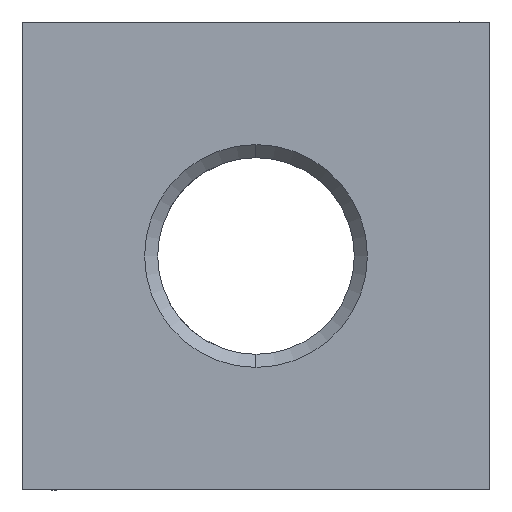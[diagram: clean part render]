
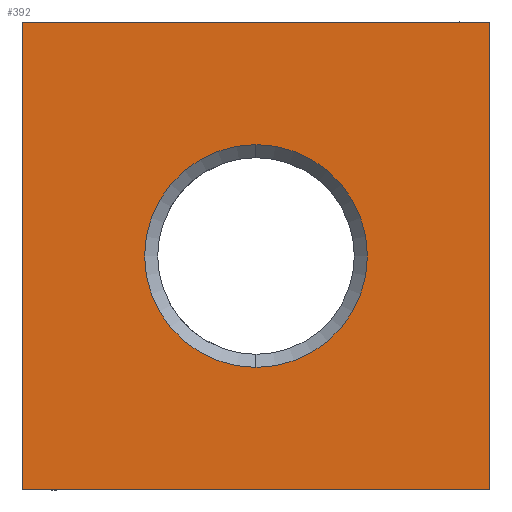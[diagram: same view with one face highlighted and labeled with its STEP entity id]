
A CAD part, left-side view. The second image highlights one B-rep face of the part: STEP entity #392.
In plain terms, the highlighted planar face has unit normal (-1, 0, 0).
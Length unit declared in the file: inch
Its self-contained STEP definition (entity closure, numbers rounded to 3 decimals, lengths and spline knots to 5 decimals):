
#18 = CARTESIAN_POINT ( 'NONE',  ( -3., 0.625, 0.625 ) ) ;
#33 = AXIS2_PLACEMENT_3D ( 'NONE', #290, #414, #1266 ) ;
#46 = ORIENTED_EDGE ( 'NONE', *, *, #492, .F. ) ;
#67 = CARTESIAN_POINT ( 'NONE',  ( -3., -0.625, 0.625 ) ) ;
#95 = EDGE_CURVE ( 'NONE', #1053, #468, #145, .T. ) ;
#118 = DIRECTION ( 'NONE',  ( 0., 1., 0. ) ) ;
#145 = LINE ( 'NONE', #693, #1103 ) ;
#190 = VERTEX_POINT ( 'NONE', #822 ) ;
#209 = ORIENTED_EDGE ( 'NONE', *, *, #1261, .T. ) ;
#214 = LINE ( 'NONE', #354, #1395 ) ;
#282 = CIRCLE ( 'NONE', #574, 0.2975 ) ;
#290 = CARTESIAN_POINT ( 'NONE',  ( -3., 0., 0. ) ) ;
#301 = DIRECTION ( 'NONE',  ( 0., 0., 1. ) ) ;
#309 = CIRCLE ( 'NONE', #33, 0.2975 ) ;
#323 = VECTOR ( 'NONE', #820, 39.37008 ) ;
#349 = DIRECTION ( 'NONE',  ( 0., 0., 1. ) ) ;
#352 = EDGE_CURVE ( 'NONE', #1416, #1441, #309, .T. ) ;
#354 = CARTESIAN_POINT ( 'NONE',  ( -3., -0.625, -0.625 ) ) ;
#372 = DIRECTION ( 'NONE',  ( 0., -1., 0. ) ) ;
#375 = CARTESIAN_POINT ( 'NONE',  ( -3., 0., 0.2975 ) ) ;
#388 = FACE_BOUND ( 'NONE', #882, .T. ) ;
#392 = ADVANCED_FACE ( 'NONE', ( #388, #1319 ), #1516, .T. ) ;
#414 = DIRECTION ( 'NONE',  ( 1., 0., 0. ) ) ;
#425 = CARTESIAN_POINT ( 'NONE',  ( -3., -0.625, 0.625 ) ) ;
#468 = VERTEX_POINT ( 'NONE', #18 ) ;
#492 = EDGE_CURVE ( 'NONE', #468, #876, #651, .T. ) ;
#493 = CARTESIAN_POINT ( 'NONE',  ( -3., 0.625, 0.625 ) ) ;
#532 = DIRECTION ( 'NONE',  ( 1., 0., 0. ) ) ;
#552 = LINE ( 'NONE', #1083, #323 ) ;
#556 = EDGE_LOOP ( 'NONE', ( #754, #46, #913, #1113 ) ) ;
#574 = AXIS2_PLACEMENT_3D ( 'NONE', #647, #532, #301 ) ;
#643 = ORIENTED_EDGE ( 'NONE', *, *, #352, .T. ) ;
#647 = CARTESIAN_POINT ( 'NONE',  ( -3., 0., 0. ) ) ;
#651 = LINE ( 'NONE', #493, #965 ) ;
#693 = CARTESIAN_POINT ( 'NONE',  ( -3., 0.625, -0.625 ) ) ;
#754 = ORIENTED_EDGE ( 'NONE', *, *, #1146, .F. ) ;
#820 = DIRECTION ( 'NONE',  ( 0., 0., -1. ) ) ;
#822 = CARTESIAN_POINT ( 'NONE',  ( -3., -0.625, -0.625 ) ) ;
#876 = VERTEX_POINT ( 'NONE', #425 ) ;
#882 = EDGE_LOOP ( 'NONE', ( #209, #643 ) ) ;
#913 = ORIENTED_EDGE ( 'NONE', *, *, #95, .F. ) ;
#917 = EDGE_CURVE ( 'NONE', #190, #1053, #214, .T. ) ;
#965 = VECTOR ( 'NONE', #372, 39.37008 ) ;
#1039 = DIRECTION ( 'NONE',  ( 0., 0., 1. ) ) ;
#1053 = VERTEX_POINT ( 'NONE', #1054 ) ;
#1054 = CARTESIAN_POINT ( 'NONE',  ( -3., 0.625, -0.625 ) ) ;
#1083 = CARTESIAN_POINT ( 'NONE',  ( -3., -0.625, 0.625 ) ) ;
#1103 = VECTOR ( 'NONE', #349, 39.37008 ) ;
#1113 = ORIENTED_EDGE ( 'NONE', *, *, #917, .F. ) ;
#1146 = EDGE_CURVE ( 'NONE', #876, #190, #552, .T. ) ;
#1155 = AXIS2_PLACEMENT_3D ( 'NONE', #67, #1260, #1039 ) ;
#1206 = CARTESIAN_POINT ( 'NONE',  ( -3., 0., -0.2975 ) ) ;
#1260 = DIRECTION ( 'NONE',  ( -1., 0., 0. ) ) ;
#1261 = EDGE_CURVE ( 'NONE', #1441, #1416, #282, .T. ) ;
#1266 = DIRECTION ( 'NONE',  ( 0., 0., 1. ) ) ;
#1319 = FACE_OUTER_BOUND ( 'NONE', #556, .T. ) ;
#1395 = VECTOR ( 'NONE', #118, 39.37008 ) ;
#1416 = VERTEX_POINT ( 'NONE', #1206 ) ;
#1441 = VERTEX_POINT ( 'NONE', #375 ) ;
#1516 = PLANE ( 'NONE',  #1155 ) ;
